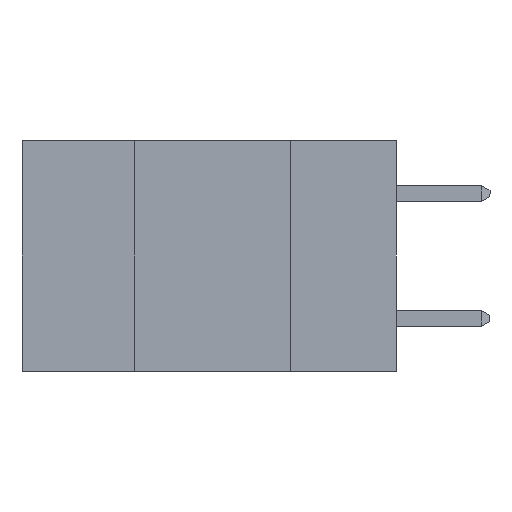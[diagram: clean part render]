
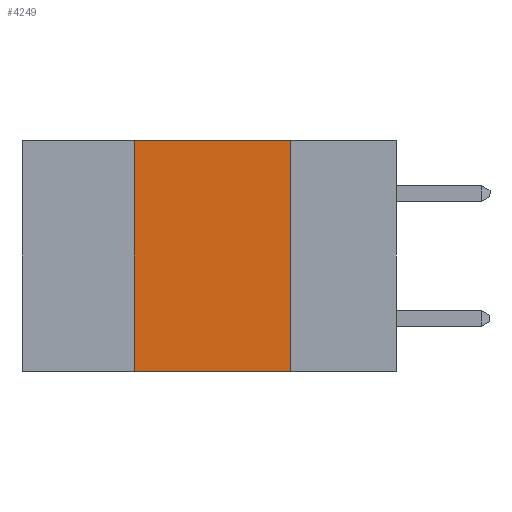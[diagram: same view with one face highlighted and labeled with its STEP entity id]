
A CAD part, left-side view. The second image highlights one B-rep face of the part: STEP entity #4249.
In plain terms, the highlighted planar face has unit normal (-1, 0, 0).
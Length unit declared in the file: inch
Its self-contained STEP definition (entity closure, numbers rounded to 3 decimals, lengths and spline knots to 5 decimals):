
#260 = CARTESIAN_POINT ( 'NONE',  ( 0., 0.6, 0. ) ) ;
#305 = DIRECTION ( 'NONE',  ( 1., 0., 0. ) ) ;
#550 = EDGE_LOOP ( 'NONE', ( #5221, #1506, #9473, #2752 ) ) ;
#661 = CARTESIAN_POINT ( 'NONE',  ( 0., 0.6, -0.37 ) ) ;
#860 = FACE_OUTER_BOUND ( 'NONE', #550, .T. ) ;
#1098 = DIRECTION ( 'NONE',  ( 0., 0., -1. ) ) ;
#1424 = DIRECTION ( 'NONE',  ( 0., -1., 0. ) ) ;
#1506 = ORIENTED_EDGE ( 'NONE', *, *, #9241, .F. ) ;
#1778 = LINE ( 'NONE', #4841, #3712 ) ;
#2445 = DIRECTION ( 'NONE',  ( 0., 0., -1. ) ) ;
#2752 = ORIENTED_EDGE ( 'NONE', *, *, #3941, .T. ) ;
#2868 = LINE ( 'NONE', #661, #5453 ) ;
#2921 = DIRECTION ( 'NONE',  ( 0., -1., 0. ) ) ;
#3014 = PLANE ( 'NONE',  #4038 ) ;
#3141 = VERTEX_POINT ( 'NONE', #7398 ) ;
#3365 = EDGE_CURVE ( 'NONE', #3141, #4456, #1778, .T. ) ;
#3508 = CARTESIAN_POINT ( 'NONE',  ( 0., 0.17, -0.37 ) ) ;
#3712 = VECTOR ( 'NONE', #2445, 39.37008 ) ;
#3831 = LINE ( 'NONE', #8429, #6139 ) ;
#3941 = EDGE_CURVE ( 'NONE', #4484, #4456, #2868, .T. ) ;
#4038 = AXIS2_PLACEMENT_3D ( 'NONE', #260, #305, #1098 ) ;
#4249 = ADVANCED_FACE ( 'NONE', ( #860 ), #3014, .F. ) ;
#4456 = VERTEX_POINT ( 'NONE', #3508 ) ;
#4484 = VERTEX_POINT ( 'NONE', #8259 ) ;
#4590 = LINE ( 'NONE', #6810, #8156 ) ;
#4841 = CARTESIAN_POINT ( 'NONE',  ( 0., 0.17, -0.37 ) ) ;
#5221 = ORIENTED_EDGE ( 'NONE', *, *, #3365, .F. ) ;
#5453 = VECTOR ( 'NONE', #2921, 39.37008 ) ;
#5548 = EDGE_CURVE ( 'NONE', #4484, #7284, #3831, .T. ) ;
#6139 = VECTOR ( 'NONE', #8278, 39.37008 ) ;
#6810 = CARTESIAN_POINT ( 'NONE',  ( 0., 0.6, 0. ) ) ;
#7284 = VERTEX_POINT ( 'NONE', #7825 ) ;
#7398 = CARTESIAN_POINT ( 'NONE',  ( 0., 0.17, 0. ) ) ;
#7825 = CARTESIAN_POINT ( 'NONE',  ( 0., 0.42, 0. ) ) ;
#8156 = VECTOR ( 'NONE', #1424, 39.37008 ) ;
#8259 = CARTESIAN_POINT ( 'NONE',  ( 0., 0.42, -0.37 ) ) ;
#8278 = DIRECTION ( 'NONE',  ( 0., 0., 1. ) ) ;
#8429 = CARTESIAN_POINT ( 'NONE',  ( 0., 0.42, -0.37 ) ) ;
#9241 = EDGE_CURVE ( 'NONE', #7284, #3141, #4590, .T. ) ;
#9473 = ORIENTED_EDGE ( 'NONE', *, *, #5548, .F. ) ;
